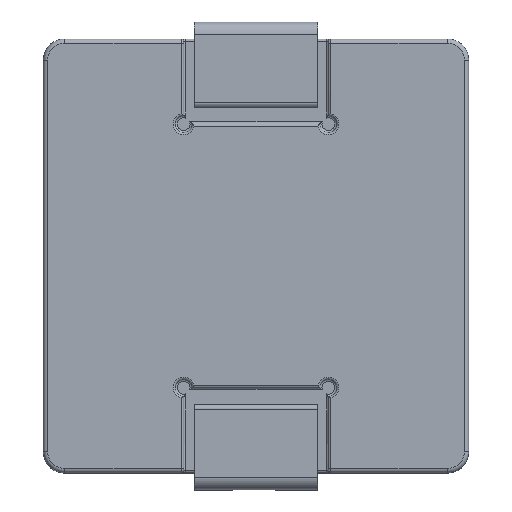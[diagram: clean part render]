
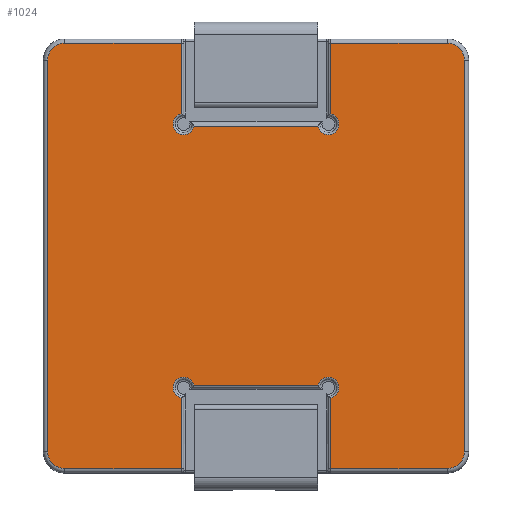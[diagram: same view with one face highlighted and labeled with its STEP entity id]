
A CAD part, top view. The second image highlights one B-rep face of the part: STEP entity #1024.
In plain terms, the highlighted planar face has unit normal (0, 0, 1).
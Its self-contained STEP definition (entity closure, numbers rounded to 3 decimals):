
#1024=ADVANCED_FACE('',(#1425),#1260,.T.);
#1260=PLANE('',#5957);
#1425=FACE_OUTER_BOUND('',#1855,.T.);
#1855=EDGE_LOOP('',(#3286,#3287,#3288,#3289,#3290,#3291,#3292,#3293,#3294,
#3295,#3296,#3297,#3298,#3299,#3300,#3301,#3302,#3303,#3304,#3305));
#2187=LINE('',#8359,#2483);
#2188=LINE('',#8361,#2484);
#2189=LINE('',#8365,#2485);
#2190=LINE('',#8369,#2486);
#2191=LINE('',#8371,#2487);
#2192=LINE('',#8375,#2488);
#2193=LINE('',#8379,#2489);
#2194=LINE('',#8381,#2490);
#2195=LINE('',#8385,#2491);
#2196=LINE('',#8389,#2492);
#2197=LINE('',#8391,#2493);
#2198=LINE('',#8395,#2494);
#2483=VECTOR('',#6970,1.);
#2484=VECTOR('',#6971,1.);
#2485=VECTOR('',#6974,1.);
#2486=VECTOR('',#6977,1.);
#2487=VECTOR('',#6978,1.);
#2488=VECTOR('',#6981,1.);
#2489=VECTOR('',#6984,1.);
#2490=VECTOR('',#6985,1.);
#2491=VECTOR('',#6988,1.);
#2492=VECTOR('',#6991,1.);
#2493=VECTOR('',#6992,1.);
#2494=VECTOR('',#6995,1.);
#3286=ORIENTED_EDGE('',*,*,#4974,.T.);
#3287=ORIENTED_EDGE('',*,*,#4975,.T.);
#3288=ORIENTED_EDGE('',*,*,#4976,.T.);
#3289=ORIENTED_EDGE('',*,*,#4977,.T.);
#3290=ORIENTED_EDGE('',*,*,#4978,.T.);
#3291=ORIENTED_EDGE('',*,*,#4979,.T.);
#3292=ORIENTED_EDGE('',*,*,#4980,.T.);
#3293=ORIENTED_EDGE('',*,*,#4981,.T.);
#3294=ORIENTED_EDGE('',*,*,#4982,.T.);
#3295=ORIENTED_EDGE('',*,*,#4983,.T.);
#3296=ORIENTED_EDGE('',*,*,#4984,.T.);
#3297=ORIENTED_EDGE('',*,*,#4985,.T.);
#3298=ORIENTED_EDGE('',*,*,#4986,.T.);
#3299=ORIENTED_EDGE('',*,*,#4987,.T.);
#3300=ORIENTED_EDGE('',*,*,#4988,.T.);
#3301=ORIENTED_EDGE('',*,*,#4989,.T.);
#3302=ORIENTED_EDGE('',*,*,#4990,.T.);
#3303=ORIENTED_EDGE('',*,*,#4991,.T.);
#3304=ORIENTED_EDGE('',*,*,#4992,.T.);
#3305=ORIENTED_EDGE('',*,*,#4993,.T.);
#4399=VERTEX_POINT('',#8357);
#4400=VERTEX_POINT('',#8358);
#4401=VERTEX_POINT('',#8360);
#4402=VERTEX_POINT('',#8362);
#4403=VERTEX_POINT('',#8364);
#4404=VERTEX_POINT('',#8366);
#4405=VERTEX_POINT('',#8368);
#4406=VERTEX_POINT('',#8370);
#4407=VERTEX_POINT('',#8372);
#4408=VERTEX_POINT('',#8374);
#4409=VERTEX_POINT('',#8376);
#4410=VERTEX_POINT('',#8378);
#4411=VERTEX_POINT('',#8380);
#4412=VERTEX_POINT('',#8382);
#4413=VERTEX_POINT('',#8384);
#4414=VERTEX_POINT('',#8386);
#4415=VERTEX_POINT('',#8388);
#4416=VERTEX_POINT('',#8390);
#4417=VERTEX_POINT('',#8392);
#4418=VERTEX_POINT('',#8394);
#4974=EDGE_CURVE('',#4399,#4400,#5541,.T.);
#4975=EDGE_CURVE('',#4400,#4401,#2187,.T.);
#4976=EDGE_CURVE('',#4401,#4402,#2188,.T.);
#4977=EDGE_CURVE('',#4402,#4403,#5542,.T.);
#4978=EDGE_CURVE('',#4403,#4404,#2189,.T.);
#4979=EDGE_CURVE('',#4404,#4405,#5543,.T.);
#4980=EDGE_CURVE('',#4405,#4406,#2190,.T.);
#4981=EDGE_CURVE('',#4406,#4407,#2191,.T.);
#4982=EDGE_CURVE('',#4407,#4408,#5544,.T.);
#4983=EDGE_CURVE('',#4408,#4409,#2192,.T.);
#4984=EDGE_CURVE('',#4409,#4410,#5545,.T.);
#4985=EDGE_CURVE('',#4410,#4411,#2193,.T.);
#4986=EDGE_CURVE('',#4411,#4412,#2194,.T.);
#4987=EDGE_CURVE('',#4412,#4413,#5546,.T.);
#4988=EDGE_CURVE('',#4413,#4414,#2195,.T.);
#4989=EDGE_CURVE('',#4414,#4415,#5547,.T.);
#4990=EDGE_CURVE('',#4415,#4416,#2196,.T.);
#4991=EDGE_CURVE('',#4416,#4417,#2197,.T.);
#4992=EDGE_CURVE('',#4417,#4418,#5548,.T.);
#4993=EDGE_CURVE('',#4418,#4399,#2198,.T.);
#5541=CIRCLE('',#5949,0.25);
#5542=CIRCLE('',#5950,0.4);
#5543=CIRCLE('',#5951,0.4);
#5544=CIRCLE('',#5952,0.25);
#5545=CIRCLE('',#5953,0.25);
#5546=CIRCLE('',#5954,0.4);
#5547=CIRCLE('',#5955,0.4);
#5548=CIRCLE('',#5956,0.25);
#5949=AXIS2_PLACEMENT_3D('',#8356,#6968,#6969);
#5950=AXIS2_PLACEMENT_3D('',#8363,#6972,#6973);
#5951=AXIS2_PLACEMENT_3D('',#8367,#6975,#6976);
#5952=AXIS2_PLACEMENT_3D('',#8373,#6979,#6980);
#5953=AXIS2_PLACEMENT_3D('',#8377,#6982,#6983);
#5954=AXIS2_PLACEMENT_3D('',#8383,#6986,#6987);
#5955=AXIS2_PLACEMENT_3D('',#8387,#6989,#6990);
#5956=AXIS2_PLACEMENT_3D('',#8393,#6993,#6994);
#5957=AXIS2_PLACEMENT_3D('',#8396,#6996,#6997);
#6968=DIRECTION('',(0.,0.,-1.));
#6969=DIRECTION('',(1.,0.,0.));
#6970=DIRECTION('',(0.,1.,0.));
#6971=DIRECTION('',(-1.,0.,0.));
#6972=DIRECTION('',(0.,0.,1.));
#6973=DIRECTION('',(1.,0.,0.));
#6974=DIRECTION('',(0.,-1.,0.));
#6975=DIRECTION('',(0.,0.,1.));
#6976=DIRECTION('',(1.,0.,0.));
#6977=DIRECTION('',(1.,0.,0.));
#6978=DIRECTION('',(0.,1.,0.));
#6979=DIRECTION('',(0.,0.,-1.));
#6980=DIRECTION('',(1.,0.,0.));
#6981=DIRECTION('',(1.,0.,0.));
#6982=DIRECTION('',(0.,0.,-1.));
#6983=DIRECTION('',(1.,0.,0.));
#6984=DIRECTION('',(0.,-1.,0.));
#6985=DIRECTION('',(1.,0.,0.));
#6986=DIRECTION('',(0.,0.,1.));
#6987=DIRECTION('',(1.,0.,0.));
#6988=DIRECTION('',(0.,1.,0.));
#6989=DIRECTION('',(0.,0.,1.));
#6990=DIRECTION('',(1.,0.,0.));
#6991=DIRECTION('',(-1.,0.,0.));
#6992=DIRECTION('',(0.,-1.,0.));
#6993=DIRECTION('',(0.,0.,-1.));
#6994=DIRECTION('',(1.,0.,0.));
#6995=DIRECTION('',(-1.,0.,0.));
#6996=DIRECTION('',(0.,0.,1.));
#6997=DIRECTION('',(1.,0.,0.));
#8356=CARTESIAN_POINT('',(-1.7,3.1,2.45));
#8357=CARTESIAN_POINT('',(-1.455,3.05,2.45));
#8358=CARTESIAN_POINT('',(-1.75,3.345,2.45));
#8359=CARTESIAN_POINT('',(-1.75,5.,2.45));
#8360=CARTESIAN_POINT('',(-1.75,5.,2.45));
#8361=CARTESIAN_POINT('',(4.5,5.,2.45));
#8362=CARTESIAN_POINT('',(-4.5,5.,2.45));
#8363=CARTESIAN_POINT('',(-4.5,4.6,2.45));
#8364=CARTESIAN_POINT('',(-4.9,4.6,2.45));
#8365=CARTESIAN_POINT('',(-4.9,-4.6,2.45));
#8366=CARTESIAN_POINT('',(-4.9,-4.6,2.45));
#8367=CARTESIAN_POINT('',(-4.5,-4.6,2.45));
#8368=CARTESIAN_POINT('',(-4.5,-5.,2.45));
#8369=CARTESIAN_POINT('',(4.5,-5.,2.45));
#8370=CARTESIAN_POINT('',(-1.75,-5.,2.45));
#8371=CARTESIAN_POINT('',(-1.75,-4.6,2.45));
#8372=CARTESIAN_POINT('',(-1.75,-3.345,2.45));
#8373=CARTESIAN_POINT('',(-1.7,-3.1,2.45));
#8374=CARTESIAN_POINT('',(-1.455,-3.05,2.45));
#8375=CARTESIAN_POINT('',(4.5,-3.05,2.45));
#8376=CARTESIAN_POINT('',(1.455,-3.05,2.45));
#8377=CARTESIAN_POINT('',(1.7,-3.1,2.45));
#8378=CARTESIAN_POINT('',(1.75,-3.345,2.45));
#8379=CARTESIAN_POINT('',(1.75,-4.6,2.45));
#8380=CARTESIAN_POINT('',(1.75,-5.,2.45));
#8381=CARTESIAN_POINT('',(4.5,-5.,2.45));
#8382=CARTESIAN_POINT('',(4.5,-5.,2.45));
#8383=CARTESIAN_POINT('',(4.5,-4.6,2.45));
#8384=CARTESIAN_POINT('',(4.9,-4.6,2.45));
#8385=CARTESIAN_POINT('',(4.9,-4.6,2.45));
#8386=CARTESIAN_POINT('',(4.9,4.6,2.45));
#8387=CARTESIAN_POINT('',(4.5,4.6,2.45));
#8388=CARTESIAN_POINT('',(4.5,5.,2.45));
#8389=CARTESIAN_POINT('',(4.5,5.,2.45));
#8390=CARTESIAN_POINT('',(1.75,5.,2.45));
#8391=CARTESIAN_POINT('',(1.75,3.3,2.45));
#8392=CARTESIAN_POINT('',(1.75,3.345,2.45));
#8393=CARTESIAN_POINT('',(1.7,3.1,2.45));
#8394=CARTESIAN_POINT('',(1.455,3.05,2.45));
#8395=CARTESIAN_POINT('',(-1.5,3.05,2.45));
#8396=CARTESIAN_POINT('',(4.5,-4.6,2.45));
